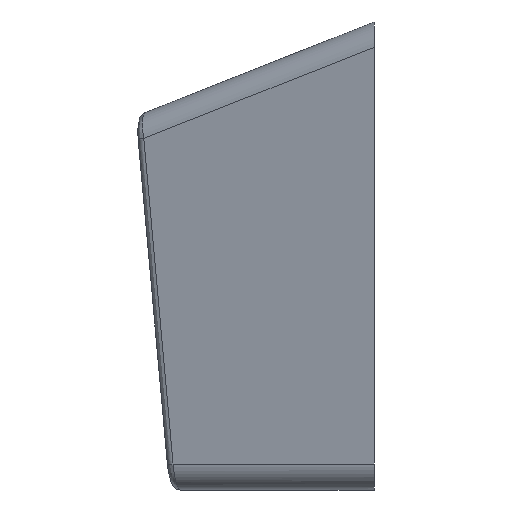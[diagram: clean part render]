
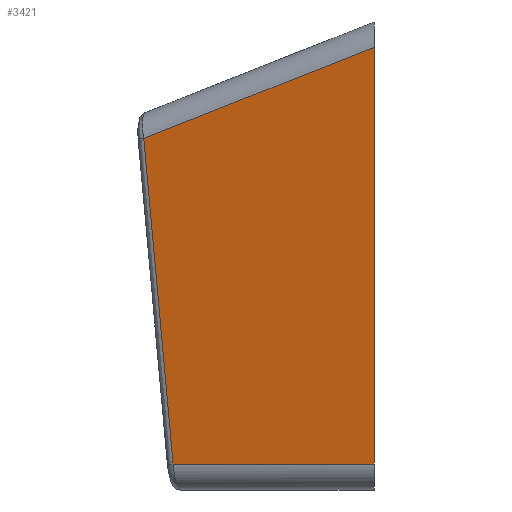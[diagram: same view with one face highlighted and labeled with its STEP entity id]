
A CAD part, left-side view. The second image highlights one B-rep face of the part: STEP entity #3421.
In plain terms, the highlighted planar face has unit normal (-0.964, 0.267, 0).
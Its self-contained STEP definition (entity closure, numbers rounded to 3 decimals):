
#1583 = PLANE('',#1584);
#1584 = AXIS2_PLACEMENT_3D('',#1585,#1586,#1587);
#1585 = CARTESIAN_POINT('',(0.,0.,0.));
#1586 = DIRECTION('',(0.,1.,0.));
#1587 = DIRECTION('',(0.,-0.,1.));
#1762 = VERTEX_POINT('',#1763);
#1763 = CARTESIAN_POINT('',(-11.656,7.734,
    -8.));
#1805 = CYLINDRICAL_SURFACE('',#1806,1.);
#1806 = AXIS2_PLACEMENT_3D('',#1807,#1808,#1809);
#1807 = CARTESIAN_POINT('',(-12.836,-0.267,-8.));
#1808 = DIRECTION('',(0.267,0.964,0.)
  );
#1809 = DIRECTION('',(-0.681,0.189,-0.707));
#2001 = B_SPLINE_SURFACE_WITH_KNOTS('',3,3,(
    (#2002,#2003,#2004,#2005)
    ,(#2006,#2007,#2008,#2009)
    ,(#2010,#2011,#2012,#2013)
    ,(#2014,#2015,#2016,#2017)
    ,(#2018,#2019,#2020,#2021
  )),.UNSPECIFIED.,.F.,.F.,.F.,(4,1,4),(4,4),(0.,0.5,1.),(0.105,
    1.363),.UNSPECIFIED.);
#2002 = CARTESIAN_POINT('',(-10.976,9.068,
    4.494));
#2003 = CARTESIAN_POINT('',(-11.079,8.692,
    0.32));
#2004 = CARTESIAN_POINT('',(-11.182,8.317,
    -3.854));
#2005 = CARTESIAN_POINT('',(-11.285,7.942,
    -8.028));
#2006 = CARTESIAN_POINT('',(-11.052,9.088,
    4.494));
#2007 = CARTESIAN_POINT('',(-11.155,8.713,
    0.32));
#2008 = CARTESIAN_POINT('',(-11.258,8.338,
    -3.854));
#2009 = CARTESIAN_POINT('',(-11.361,7.963,
    -8.028));
#2010 = CARTESIAN_POINT('',(-11.219,9.067,4.5
    ));
#2011 = CARTESIAN_POINT('',(-11.323,8.693,
    0.326));
#2012 = CARTESIAN_POINT('',(-11.426,8.318,
    -3.848));
#2013 = CARTESIAN_POINT('',(-11.53,7.943,
    -8.022));
#2014 = CARTESIAN_POINT('',(-11.323,8.935,
    4.514));
#2015 = CARTESIAN_POINT('',(-11.427,8.56,
    0.34));
#2016 = CARTESIAN_POINT('',(-11.531,8.185,
    -3.833));
#2017 = CARTESIAN_POINT('',(-11.635,7.81,
    -8.007));
#2018 = CARTESIAN_POINT('',(-11.344,8.86,
    4.521));
#2019 = CARTESIAN_POINT('',(-11.448,8.485,
    0.348));
#2020 = CARTESIAN_POINT('',(-11.552,8.11,
    -3.826));
#2021 = CARTESIAN_POINT('',(-11.656,7.734,
    -8.));
#2034 = VERTEX_POINT('',#2035);
#2035 = CARTESIAN_POINT('',(-13.8,0.,-8.));
#2079 = EDGE_CURVE('',#2034,#1762,#2080,.T.);
#2080 = SURFACE_CURVE('',#2081,(#2085,#2092),.PCURVE_S1.);
#2081 = LINE('',#2082,#2083);
#2082 = CARTESIAN_POINT('',(-13.8,0.,-8.));
#2083 = VECTOR('',#2084,1.);
#2084 = DIRECTION('',(0.267,0.964,0.)
  );
#2085 = PCURVE('',#1805,#2086);
#2086 = DEFINITIONAL_REPRESENTATION('',(#2087),#2091);
#2087 = LINE('',#2088,#2089);
#2088 = CARTESIAN_POINT('',(7.069,0.));
#2089 = VECTOR('',#2090,1.);
#2090 = DIRECTION('',(0.,1.));
#2091 = ( GEOMETRIC_REPRESENTATION_CONTEXT(2) 
PARAMETRIC_REPRESENTATION_CONTEXT() REPRESENTATION_CONTEXT('2D SPACE',''
  ) );
#2092 = PCURVE('',#2093,#2098);
#2093 = PLANE('',#2094);
#2094 = AXIS2_PLACEMENT_3D('',#2095,#2096,#2097);
#2095 = CARTESIAN_POINT('',(-13.8,0.,9.));
#2096 = DIRECTION('',(0.964,-0.267,0.));
#2097 = DIRECTION('',(0.,0.,-1.));
#2098 = DEFINITIONAL_REPRESENTATION('',(#2099),#2103);
#2099 = LINE('',#2100,#2101);
#2100 = CARTESIAN_POINT('',(17.,0.));
#2101 = VECTOR('',#2102,1.);
#2102 = DIRECTION('',(0.,1.));
#2103 = ( GEOMETRIC_REPRESENTATION_CONTEXT(2) 
PARAMETRIC_REPRESENTATION_CONTEXT() REPRESENTATION_CONTEXT('2D SPACE',''
  ) );
#2989 = VERTEX_POINT('',#2990);
#2990 = CARTESIAN_POINT('',(-11.344,8.86,
    4.521));
#3008 = CYLINDRICAL_SURFACE('',#3009,1.);
#3009 = AXIS2_PLACEMENT_3D('',#3010,#3011,#3012);
#3010 = CARTESIAN_POINT('',(-12.063,2.523,
    6.925));
#3011 = DIRECTION('',(0.25,0.9,-0.357));
#3012 = DIRECTION('',(-0.65,0.429,0.627));
#3087 = VERTEX_POINT('',#3088);
#3088 = CARTESIAN_POINT('',(-13.8,0.,8.03));
#3161 = EDGE_CURVE('',#2989,#3087,#3162,.T.);
#3162 = SURFACE_CURVE('',#3163,(#3167,#3174),.PCURVE_S1.);
#3163 = LINE('',#3164,#3165);
#3164 = CARTESIAN_POINT('',(-13.027,2.79,
    6.925));
#3165 = VECTOR('',#3166,1.);
#3166 = DIRECTION('',(-0.25,-0.9,0.357));
#3167 = PCURVE('',#3008,#3168);
#3168 = DEFINITIONAL_REPRESENTATION('',(#3169),#3173);
#3169 = LINE('',#3170,#3171);
#3170 = CARTESIAN_POINT('',(5.547,0.));
#3171 = VECTOR('',#3172,1.);
#3172 = DIRECTION('',(0.,-1.));
#3173 = ( GEOMETRIC_REPRESENTATION_CONTEXT(2) 
PARAMETRIC_REPRESENTATION_CONTEXT() REPRESENTATION_CONTEXT('2D SPACE',''
  ) );
#3174 = PCURVE('',#2093,#3175);
#3175 = DEFINITIONAL_REPRESENTATION('',(#3176),#3180);
#3176 = LINE('',#3177,#3178);
#3177 = CARTESIAN_POINT('',(2.075,2.895));
#3178 = VECTOR('',#3179,1.);
#3179 = DIRECTION('',(-0.357,-0.934));
#3180 = ( GEOMETRIC_REPRESENTATION_CONTEXT(2) 
PARAMETRIC_REPRESENTATION_CONTEXT() REPRESENTATION_CONTEXT('2D SPACE',''
  ) );
#3187 = EDGE_CURVE('',#1762,#2989,#3188,.T.);
#3188 = SURFACE_CURVE('',#3189,(#3194,#3201),.PCURVE_S1.);
#3189 = B_SPLINE_CURVE_WITH_KNOTS('',3,(#3190,#3191,#3192,#3193),
  .UNSPECIFIED.,.F.,.F.,(4,4),(-1.363,-0.105),
  .PIECEWISE_BEZIER_KNOTS.);
#3190 = CARTESIAN_POINT('',(-11.656,7.734,
    -8.));
#3191 = CARTESIAN_POINT('',(-11.552,8.11,
    -3.826));
#3192 = CARTESIAN_POINT('',(-11.448,8.485,
    0.348));
#3193 = CARTESIAN_POINT('',(-11.344,8.86,
    4.521));
#3194 = PCURVE('',#2001,#3195);
#3195 = DEFINITIONAL_REPRESENTATION('',(#3196),#3200);
#3196 = LINE('',#3197,#3198);
#3197 = CARTESIAN_POINT('',(1.,0.));
#3198 = VECTOR('',#3199,1.);
#3199 = DIRECTION('',(0.,-1.));
#3200 = ( GEOMETRIC_REPRESENTATION_CONTEXT(2) 
PARAMETRIC_REPRESENTATION_CONTEXT() REPRESENTATION_CONTEXT('2D SPACE',''
  ) );
#3201 = PCURVE('',#2093,#3202);
#3202 = DEFINITIONAL_REPRESENTATION('',(#3203),#3208);
#3203 = B_SPLINE_CURVE_WITH_KNOTS('',3,(#3204,#3205,#3206,#3207),
  .UNSPECIFIED.,.F.,.F.,(4,4),(-1.363,-0.105),
  .PIECEWISE_BEZIER_KNOTS.);
#3204 = CARTESIAN_POINT('',(17.,8.026));
#3205 = CARTESIAN_POINT('',(12.826,8.415));
#3206 = CARTESIAN_POINT('',(8.652,8.805));
#3207 = CARTESIAN_POINT('',(4.479,9.194));
#3208 = ( GEOMETRIC_REPRESENTATION_CONTEXT(2) 
PARAMETRIC_REPRESENTATION_CONTEXT() REPRESENTATION_CONTEXT('2D SPACE',''
  ) );
#3421 = ADVANCED_FACE('',(#3422),#2093,.F.);
#3422 = FACE_BOUND('',#3423,.T.);
#3423 = EDGE_LOOP('',(#3424,#3425,#3446,#3447));
#3424 = ORIENTED_EDGE('',*,*,#2079,.F.);
#3425 = ORIENTED_EDGE('',*,*,#3426,.F.);
#3426 = EDGE_CURVE('',#3087,#2034,#3427,.T.);
#3427 = SURFACE_CURVE('',#3428,(#3432,#3439),.PCURVE_S1.);
#3428 = LINE('',#3429,#3430);
#3429 = CARTESIAN_POINT('',(-13.8,0.,9.));
#3430 = VECTOR('',#3431,1.);
#3431 = DIRECTION('',(0.,0.,-1.));
#3432 = PCURVE('',#2093,#3433);
#3433 = DEFINITIONAL_REPRESENTATION('',(#3434),#3438);
#3434 = LINE('',#3435,#3436);
#3435 = CARTESIAN_POINT('',(0.,0.));
#3436 = VECTOR('',#3437,1.);
#3437 = DIRECTION('',(1.,0.));
#3438 = ( GEOMETRIC_REPRESENTATION_CONTEXT(2) 
PARAMETRIC_REPRESENTATION_CONTEXT() REPRESENTATION_CONTEXT('2D SPACE',''
  ) );
#3439 = PCURVE('',#1583,#3440);
#3440 = DEFINITIONAL_REPRESENTATION('',(#3441),#3445);
#3441 = LINE('',#3442,#3443);
#3442 = CARTESIAN_POINT('',(9.,-13.8));
#3443 = VECTOR('',#3444,1.);
#3444 = DIRECTION('',(-1.,0.));
#3445 = ( GEOMETRIC_REPRESENTATION_CONTEXT(2) 
PARAMETRIC_REPRESENTATION_CONTEXT() REPRESENTATION_CONTEXT('2D SPACE',''
  ) );
#3446 = ORIENTED_EDGE('',*,*,#3161,.F.);
#3447 = ORIENTED_EDGE('',*,*,#3187,.F.);
